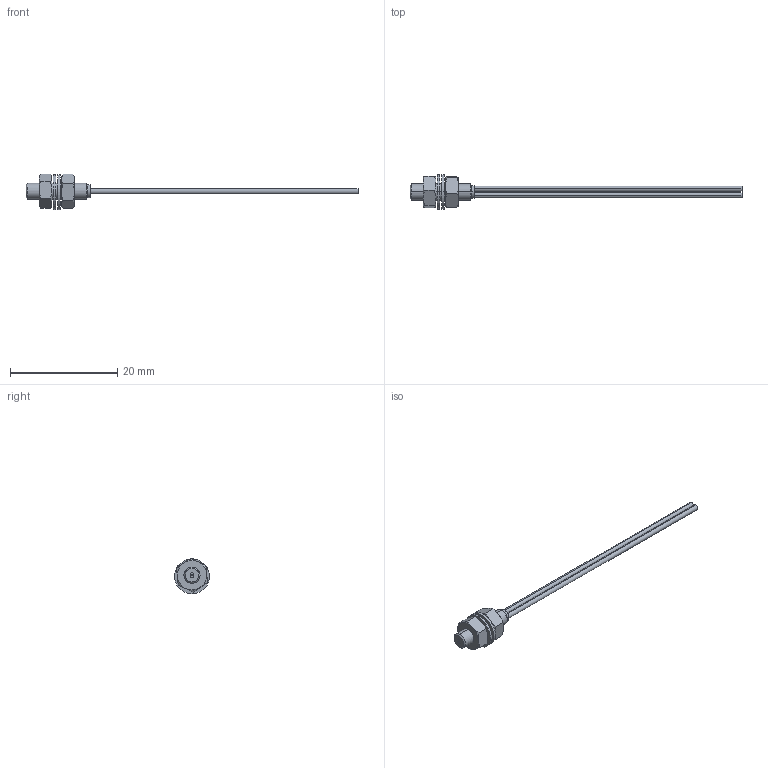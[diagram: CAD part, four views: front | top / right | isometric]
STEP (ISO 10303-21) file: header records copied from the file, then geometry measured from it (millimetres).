
FILE_DESCRIPTION (( 'STEP AP214' ), '1' );
FILE_NAME ('GPF-D004.STEP', '2017-11-17T21:21:43', ( '' ), ( '' ), 'SwSTEP 2.0', 'SolidWorks 2018', '' );
FILE_SCHEMA (( 'AUTOMOTIVE_DESIGN' ));
Length unit declared in the file: millimetre
Products named in the file (6): GPF-D004; M3_WASHER; M3_NUT; GPF-D004_FIBER; GPF-D004_HEAD; GPF-D004_LENS
Assembly tree (9 placements, depth 2):
  GPF-D004
    GPF-D004_HEAD
    GPF-D004_FIBER  x2
    GPF-D004_LENS  x2
    M3_NUT  x2
    M3_WASHER  x2
Bounding box: 62 x 6.5 x 6.62 mm (x, y, z)
Volume: 276 mm3; surface area: 780.5 mm2
Topology: 9 solids, 9 shells, 73 faces, 144 edges, 92 vertices
Faces by surface type: plane 33, cylinder 28, cone 12
Entity records: 1512 total; most frequent: CARTESIAN_POINT 293, DIRECTION 234, ORIENTED_EDGE 176, AXIS2_PLACEMENT_3D 101, EDGE_CURVE 88, VERTEX_POINT 56, EDGE_LOOP 52, ADVANCED_FACE 45
